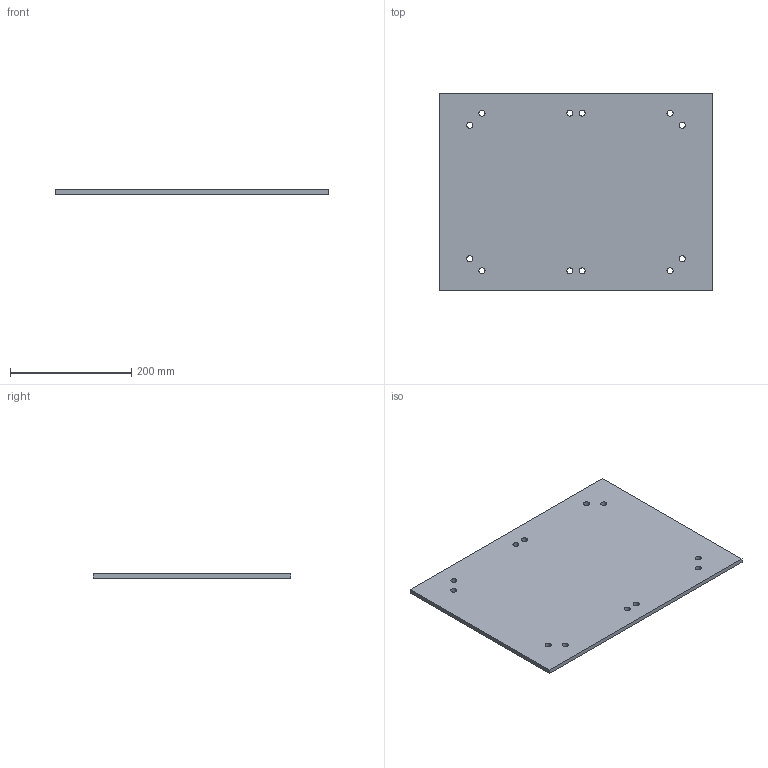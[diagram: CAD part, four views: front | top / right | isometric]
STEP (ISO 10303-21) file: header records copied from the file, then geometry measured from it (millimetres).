
FILE_DESCRIPTION(/* description */ ('VariCAD 2023-2.03 AP-214'),/* implementation_level */ '2;1');
FILE_NAME(/* name */ 'pìna horni2.stp',/* time_stamp */ '2023-06-12T14:43:31+01:00',/* author */ (''),/* organization */ (''),/* preprocessor_version */ 'VariCAD 2023-2.03',/* originating_system */ 'VariCAD 2023-2.03; kernel version (20180118)',/* authorisation */ '');
FILE_SCHEMA(('AUTOMOTIVE_DESIGN'));
Length unit declared in the file: millimetre
Products named in the file (2): pěna horni2
Assembly tree (1 placements, depth 2):
  pěna horni2
    (unnamed)
Bounding box: 449 x 325 x 7 mm (x, y, z)
Volume: 1014877.7 mm3; surface area: 303440 mm2
Topology: 1 solids, 1 shells, 30 faces, 84 edges, 56 vertices
Faces by surface type: cylinder 24, plane 6
Entity records: 1098 total; most frequent: DIRECTION 200, CARTESIAN_POINT 174, ORIENTED_EDGE 168, EDGE_CURVE 84, AXIS2_PLACEMENT_3D 82, VERTEX_POINT 56, EDGE_LOOP 54, CIRCLE 48
